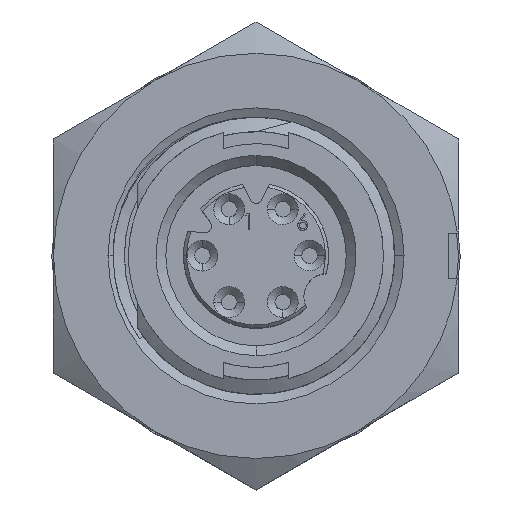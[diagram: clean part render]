
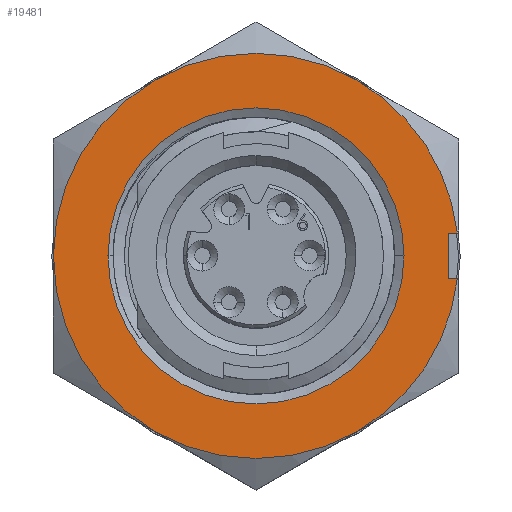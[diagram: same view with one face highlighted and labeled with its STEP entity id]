
A CAD part, top view. The second image highlights one B-rep face of the part: STEP entity #19481.
In plain terms, the highlighted planar face has unit normal (0, 0, 1).
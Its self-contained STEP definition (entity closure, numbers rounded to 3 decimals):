
#259 = CARTESIAN_POINT ( 'NONE',  ( 0., 0., 8.016 ) ) ;
#260 = CIRCLE ( 'NONE', #24076, 7.874 ) ;
#518 = VERTEX_POINT ( 'NONE', #12538 ) ;
#539 = CIRCLE ( 'NONE', #18017, 5.753 ) ;
#697 = DIRECTION ( 'NONE',  ( -1., 0., 0. ) ) ;
#744 = ORIENTED_EDGE ( 'NONE', *, *, #11344, .F. ) ;
#823 = DIRECTION ( 'NONE',  ( 0., 0., -1. ) ) ;
#927 = DIRECTION ( 'NONE',  ( -1., 0., 0. ) ) ;
#1087 = ORIENTED_EDGE ( 'NONE', *, *, #22556, .F. ) ;
#1098 = ORIENTED_EDGE ( 'NONE', *, *, #2519, .F. ) ;
#1110 = CIRCLE ( 'NONE', #4372, 5.753 ) ;
#1971 = DIRECTION ( 'NONE',  ( 0., 1., 0. ) ) ;
#2147 = DIRECTION ( 'NONE',  ( -1., 0., 0. ) ) ;
#2226 = EDGE_CURVE ( 'NONE', #24385, #18006, #17502, .T. ) ;
#2519 = EDGE_CURVE ( 'NONE', #24385, #23759, #5659, .T. ) ;
#3149 = FACE_OUTER_BOUND ( 'NONE', #23062, .T. ) ;
#3158 = LINE ( 'NONE', #3873, #17663 ) ;
#3215 = EDGE_CURVE ( 'NONE', #5212, #9641, #14249, .T. ) ;
#3295 = ORIENTED_EDGE ( 'NONE', *, *, #8603, .F. ) ;
#3448 = CIRCLE ( 'NONE', #14421, 7.874 ) ;
#3873 = CARTESIAN_POINT ( 'NONE',  ( 7.493, 0.889, 8.016 ) ) ;
#4372 = AXIS2_PLACEMENT_3D ( 'NONE', #17201, #5861, #19098 ) ;
#5212 = VERTEX_POINT ( 'NONE', #23248 ) ;
#5241 = ORIENTED_EDGE ( 'NONE', *, *, #24179, .F. ) ;
#5659 = CIRCLE ( 'NONE', #7361, 7.874 ) ;
#5861 = DIRECTION ( 'NONE',  ( 0., 0., 1. ) ) ;
#5942 = DIRECTION ( 'NONE',  ( -1., 0., 0. ) ) ;
#6307 = PLANE ( 'NONE',  #13634 ) ;
#7302 = DIRECTION ( 'NONE',  ( 0., 0., -1. ) ) ;
#7361 = AXIS2_PLACEMENT_3D ( 'NONE', #12171, #823, #14073 ) ;
#7518 = CARTESIAN_POINT ( 'NONE',  ( -3.937, 6.819, 8.016 ) ) ;
#7569 = CARTESIAN_POINT ( 'NONE',  ( 0., 0., 8.016 ) ) ;
#7573 = EDGE_CURVE ( 'NONE', #10754, #518, #539, .T. ) ;
#8215 = CARTESIAN_POINT ( 'NONE',  ( -15.748, 0., 8.016 ) ) ;
#8338 = CARTESIAN_POINT ( 'NONE',  ( 7.824, -0.889, 8.016 ) ) ;
#8603 = EDGE_CURVE ( 'NONE', #518, #10754, #1110, .T. ) ;
#9461 = DIRECTION ( 'NONE',  ( 0., 1., 0. ) ) ;
#9515 = DIRECTION ( 'NONE',  ( 1., 0., 0. ) ) ;
#9523 = DIRECTION ( 'NONE',  ( 0., 0., -1. ) ) ;
#9598 = ORIENTED_EDGE ( 'NONE', *, *, #13684, .F. ) ;
#9641 = VERTEX_POINT ( 'NONE', #14469 ) ;
#9953 = DIRECTION ( 'NONE',  ( 0., 0., 1. ) ) ;
#10754 = VERTEX_POINT ( 'NONE', #16318 ) ;
#11010 = VERTEX_POINT ( 'NONE', #7518 ) ;
#11018 = VERTEX_POINT ( 'NONE', #19253 ) ;
#11034 = ORIENTED_EDGE ( 'NONE', *, *, #7573, .F. ) ;
#11344 = EDGE_CURVE ( 'NONE', #11018, #11010, #260, .T. ) ;
#11494 = AXIS2_PLACEMENT_3D ( 'NONE', #259, #13500, #2147 ) ;
#11894 = CARTESIAN_POINT ( 'NONE',  ( 7.493, -0.889, 8.016 ) ) ;
#12053 = DIRECTION ( 'NONE',  ( 0., 0., -1. ) ) ;
#12171 = CARTESIAN_POINT ( 'NONE',  ( 0., 0., 8.016 ) ) ;
#12223 = CARTESIAN_POINT ( 'NONE',  ( 3.937, 6.819, 8.016 ) ) ;
#12274 = DIRECTION ( 'NONE',  ( 0., 0., -1. ) ) ;
#12538 = CARTESIAN_POINT ( 'NONE',  ( -5.753, 0., 8.016 ) ) ;
#13214 = VERTEX_POINT ( 'NONE', #22016 ) ;
#13500 = DIRECTION ( 'NONE',  ( 0., 0., -1. ) ) ;
#13571 = CARTESIAN_POINT ( 'NONE',  ( 8.938, -0.889, 8.016 ) ) ;
#13634 = AXIS2_PLACEMENT_3D ( 'NONE', #8215, #12053, #697 ) ;
#13639 = VERTEX_POINT ( 'NONE', #12223 ) ;
#13684 = EDGE_CURVE ( 'NONE', #13639, #9641, #16520, .T. ) ;
#14073 = DIRECTION ( 'NONE',  ( -1., 0., 0. ) ) ;
#14249 = LINE ( 'NONE', #18954, #23716 ) ;
#14421 = AXIS2_PLACEMENT_3D ( 'NONE', #20877, #9523, #22788 ) ;
#14469 = CARTESIAN_POINT ( 'NONE',  ( 7.824, 0.889, 8.016 ) ) ;
#14802 = EDGE_CURVE ( 'NONE', #18006, #5212, #3158, .T. ) ;
#15372 = EDGE_CURVE ( 'NONE', #23759, #13214, #3448, .T. ) ;
#16073 = ORIENTED_EDGE ( 'NONE', *, *, #3215, .T. ) ;
#16318 = CARTESIAN_POINT ( 'NONE',  ( 5.753, 0., 8.016 ) ) ;
#16361 = AXIS2_PLACEMENT_3D ( 'NONE', #7569, #20810, #9461 ) ;
#16520 = CIRCLE ( 'NONE', #20925, 7.874 ) ;
#17012 = EDGE_LOOP ( 'NONE', ( #11034, #3295 ) ) ;
#17072 = FACE_BOUND ( 'NONE', #17012, .T. ) ;
#17201 = CARTESIAN_POINT ( 'NONE',  ( 0., 0., 8.016 ) ) ;
#17502 = LINE ( 'NONE', #13571, #23742 ) ;
#17663 = VECTOR ( 'NONE', #1971, 1000. ) ;
#18006 = VERTEX_POINT ( 'NONE', #11894 ) ;
#18017 = AXIS2_PLACEMENT_3D ( 'NONE', #21311, #9953, #23203 ) ;
#18241 = CIRCLE ( 'NONE', #16361, 7.874 ) ;
#18647 = CARTESIAN_POINT ( 'NONE',  ( 0., 0., 8.016 ) ) ;
#18954 = CARTESIAN_POINT ( 'NONE',  ( 8.938, 0.889, 8.016 ) ) ;
#18963 = ORIENTED_EDGE ( 'NONE', *, *, #15372, .F. ) ;
#19078 = CIRCLE ( 'NONE', #11494, 7.874 ) ;
#19098 = DIRECTION ( 'NONE',  ( 1., 0., 0. ) ) ;
#19253 = CARTESIAN_POINT ( 'NONE',  ( -7.874, 0., 8.016 ) ) ;
#19481 = ADVANCED_FACE ( 'NONE', ( #17072, #3149 ), #6307, .F. ) ;
#20467 = CARTESIAN_POINT ( 'NONE',  ( 3.937, -6.819, 8.016 ) ) ;
#20551 = DIRECTION ( 'NONE',  ( -1., 0., 0. ) ) ;
#20810 = DIRECTION ( 'NONE',  ( 0., 0., -1. ) ) ;
#20877 = CARTESIAN_POINT ( 'NONE',  ( 0., 0., 8.016 ) ) ;
#20925 = AXIS2_PLACEMENT_3D ( 'NONE', #23611, #12274, #927 ) ;
#21311 = CARTESIAN_POINT ( 'NONE',  ( 0., 0., 8.016 ) ) ;
#22016 = CARTESIAN_POINT ( 'NONE',  ( -3.937, -6.819, 8.016 ) ) ;
#22237 = ORIENTED_EDGE ( 'NONE', *, *, #2226, .T. ) ;
#22556 = EDGE_CURVE ( 'NONE', #13214, #11018, #18241, .T. ) ;
#22788 = DIRECTION ( 'NONE',  ( 0., 1., 0. ) ) ;
#23062 = EDGE_LOOP ( 'NONE', ( #23243, #16073, #9598, #5241, #744, #1087, #18963, #1098, #22237 ) ) ;
#23203 = DIRECTION ( 'NONE',  ( 1., 0., 0. ) ) ;
#23243 = ORIENTED_EDGE ( 'NONE', *, *, #14802, .T. ) ;
#23248 = CARTESIAN_POINT ( 'NONE',  ( 7.493, 0.889, 8.016 ) ) ;
#23611 = CARTESIAN_POINT ( 'NONE',  ( 0., 0., 8.016 ) ) ;
#23716 = VECTOR ( 'NONE', #9515, 1000. ) ;
#23742 = VECTOR ( 'NONE', #5942, 1000. ) ;
#23759 = VERTEX_POINT ( 'NONE', #20467 ) ;
#24076 = AXIS2_PLACEMENT_3D ( 'NONE', #18647, #7302, #20551 ) ;
#24179 = EDGE_CURVE ( 'NONE', #11010, #13639, #19078, .T. ) ;
#24385 = VERTEX_POINT ( 'NONE', #8338 ) ;
